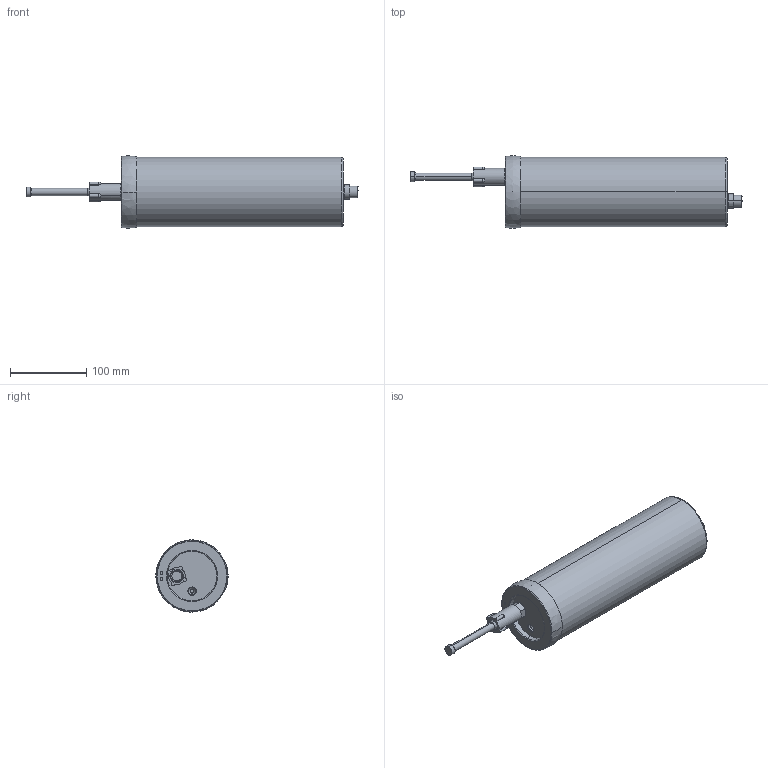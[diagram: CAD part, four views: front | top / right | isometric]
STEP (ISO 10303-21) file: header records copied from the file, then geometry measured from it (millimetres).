
FILE_DESCRIPTION (( 'STEP AP214' ), '1' );
FILE_NAME ('4459110F.STEP', '2015-09-18T14:53:36', ( 'IT' ), ( 'Microsoft' ), 'SwSTEP 2.0', 'SolidWorks 2015', '' );
FILE_SCHEMA (( 'AUTOMOTIVE_DESIGN' ));
Length unit declared in the file: millimetre
Products named in the file (1): 4459110F
Bounding box: 435.6 x 94.92 x 95 mm (x, y, z)
Surface area: 118571.1 mm2 (no closed solid volume)
Topology: 0 solids, 12 shells, 115 faces, 376 edges, 267 vertices
Faces by surface type: cylinder 53, plane 36, cone 10, sphere 7, torus 6, bspline 3
Entity records: 6237 total; most frequent: CARTESIAN_POINT 1736, DIRECTION 692, ORIENTED_EDGE 582, EDGE_CURVE 363, AXIS2_PLACEMENT_3D 276, VERTEX_POINT 262, CIRCLE 163, EDGE_LOOP 145
